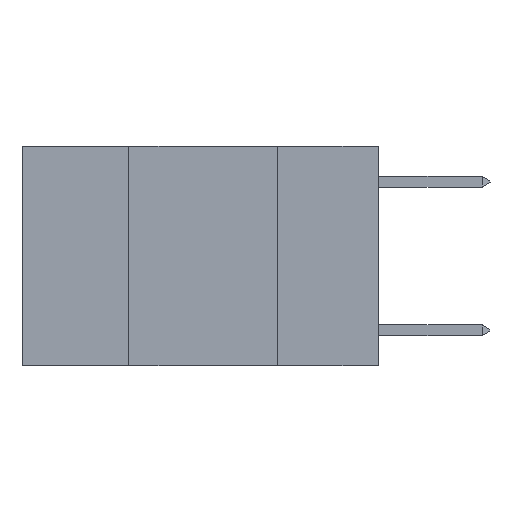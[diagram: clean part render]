
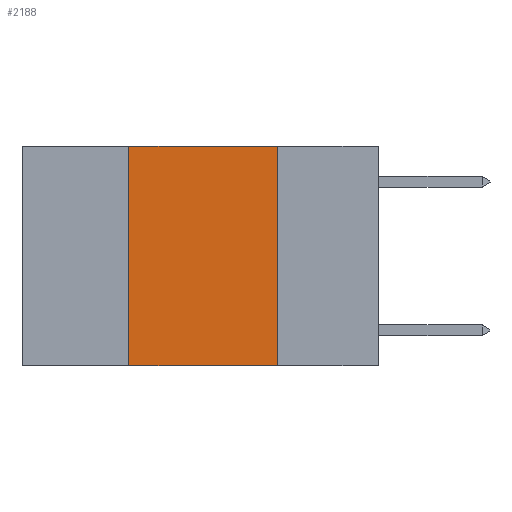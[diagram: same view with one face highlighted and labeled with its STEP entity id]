
A CAD part, left-side view. The second image highlights one B-rep face of the part: STEP entity #2188.
In plain terms, the highlighted planar face has unit normal (-1, 0, 0).
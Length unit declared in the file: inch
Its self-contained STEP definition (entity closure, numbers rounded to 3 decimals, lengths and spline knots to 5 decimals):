
#39 = LINE ( 'NONE', #9204, #6192 ) ;
#208 = ORIENTED_EDGE ( 'NONE', *, *, #572, .T. ) ;
#400 = CARTESIAN_POINT ( 'NONE',  ( 0., 0.6, -0.37 ) ) ;
#431 = VECTOR ( 'NONE', #5944, 39.37008 ) ;
#440 = VECTOR ( 'NONE', #2053, 39.37008 ) ;
#572 = EDGE_CURVE ( 'NONE', #6960, #7911, #7942, .T. ) ;
#1030 = EDGE_CURVE ( 'NONE', #3414, #7350, #5224, .T. ) ;
#1448 = CARTESIAN_POINT ( 'NONE',  ( 0., 0.6, 0. ) ) ;
#1656 = DIRECTION ( 'NONE',  ( 0., -1., 0. ) ) ;
#2053 = DIRECTION ( 'NONE',  ( 0., 0., 1. ) ) ;
#2188 = ADVANCED_FACE ( 'NONE', ( #4401 ), #5234, .F. ) ;
#2206 = EDGE_CURVE ( 'NONE', #7350, #7911, #39, .T. ) ;
#3130 = VECTOR ( 'NONE', #1656, 39.37008 ) ;
#3367 = ORIENTED_EDGE ( 'NONE', *, *, #1030, .F. ) ;
#3414 = VERTEX_POINT ( 'NONE', #9278 ) ;
#3496 = AXIS2_PLACEMENT_3D ( 'NONE', #4543, #3822, #5165 ) ;
#3808 = CARTESIAN_POINT ( 'NONE',  ( 0., 0.42, -0.37 ) ) ;
#3822 = DIRECTION ( 'NONE',  ( 1., 0., 0. ) ) ;
#4401 = FACE_OUTER_BOUND ( 'NONE', #8584, .T. ) ;
#4543 = CARTESIAN_POINT ( 'NONE',  ( 0., 0.6, 0. ) ) ;
#5042 = ORIENTED_EDGE ( 'NONE', *, *, #2206, .F. ) ;
#5105 = ORIENTED_EDGE ( 'NONE', *, *, #8914, .F. ) ;
#5165 = DIRECTION ( 'NONE',  ( 0., 0., -1. ) ) ;
#5224 = LINE ( 'NONE', #1448, #3130 ) ;
#5234 = PLANE ( 'NONE',  #3496 ) ;
#5944 = DIRECTION ( 'NONE',  ( 0., -1., 0. ) ) ;
#6192 = VECTOR ( 'NONE', #7646, 39.37008 ) ;
#6960 = VERTEX_POINT ( 'NONE', #3808 ) ;
#7195 = CARTESIAN_POINT ( 'NONE',  ( 0., 0.17, -0.37 ) ) ;
#7206 = CARTESIAN_POINT ( 'NONE',  ( 0., 0.17, 0. ) ) ;
#7350 = VERTEX_POINT ( 'NONE', #7206 ) ;
#7548 = LINE ( 'NONE', #9541, #440 ) ;
#7646 = DIRECTION ( 'NONE',  ( 0., 0., -1. ) ) ;
#7911 = VERTEX_POINT ( 'NONE', #7195 ) ;
#7942 = LINE ( 'NONE', #400, #431 ) ;
#8584 = EDGE_LOOP ( 'NONE', ( #5042, #3367, #5105, #208 ) ) ;
#8914 = EDGE_CURVE ( 'NONE', #6960, #3414, #7548, .T. ) ;
#9204 = CARTESIAN_POINT ( 'NONE',  ( 0., 0.17, 0. ) ) ;
#9278 = CARTESIAN_POINT ( 'NONE',  ( 0., 0.42, 0. ) ) ;
#9541 = CARTESIAN_POINT ( 'NONE',  ( 0., 0.42, 0. ) ) ;
